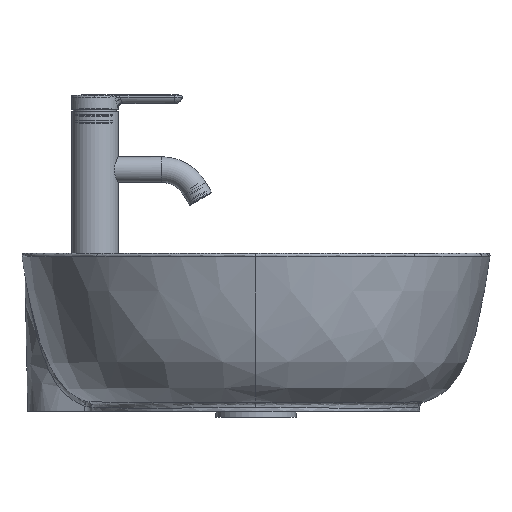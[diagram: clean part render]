
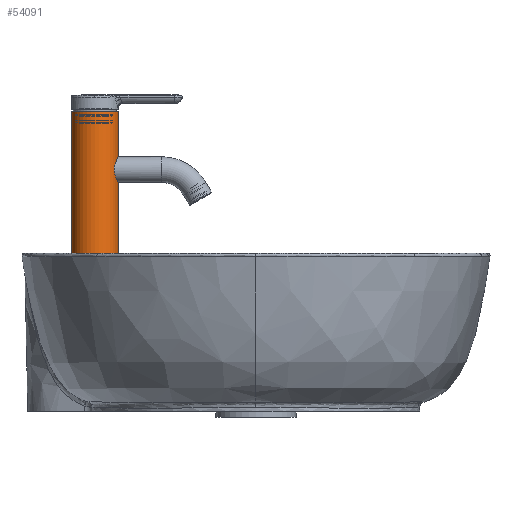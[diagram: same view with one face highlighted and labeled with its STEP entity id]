
A CAD part, front view. The second image highlights one B-rep face of the part: STEP entity #54091.
In plain terms, the highlighted cylindrical face has radius 20 mm (diameter 40 mm), a full revolution.
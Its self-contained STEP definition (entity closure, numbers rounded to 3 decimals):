
#53919=CARTESIAN_POINT('',(20.0,87.,0.0));
#53920=VERTEX_POINT('',#53919);
#53921=CARTESIAN_POINT('',(20.0,93.0,0.0));
#53922=VERTEX_POINT('',#53921);
#53923=CARTESIAN_POINT('',(20.,87.0,0.));
#53924=CARTESIAN_POINT('',(20.,87.0,0.377));
#53925=CARTESIAN_POINT('',(19.988,87.076,0.779));
#53926=CARTESIAN_POINT('',(19.946,87.382,1.518));
#53927=CARTESIAN_POINT('',(19.916,87.613,1.855));
#53928=CARTESIAN_POINT('',(19.859,88.145,2.387));
#53929=CARTESIAN_POINT('',(19.828,88.482,2.618));
#53930=CARTESIAN_POINT('',(19.786,89.221,2.924));
#53931=CARTESIAN_POINT('',(19.774,89.623,3.));
#53932=CARTESIAN_POINT('',(19.774,90.0,3.));
#53933=CARTESIAN_POINT('',(19.774,90.377,3.));
#53934=CARTESIAN_POINT('',(19.786,90.779,2.924));
#53935=CARTESIAN_POINT('',(19.828,91.518,2.618));
#53936=CARTESIAN_POINT('',(19.859,91.855,2.387));
#53937=CARTESIAN_POINT('',(19.916,92.387,1.855));
#53938=CARTESIAN_POINT('',(19.946,92.618,1.518));
#53939=CARTESIAN_POINT('',(19.988,92.924,0.779));
#53940=CARTESIAN_POINT('',(20.,93.0,0.377));
#53941=CARTESIAN_POINT('',(20.,93.0,0.));
#53942=B_SPLINE_CURVE_WITH_KNOTS('',3,(#53923,#53924,#53925,#53926,#53927,#53928,#53929,#53930,#53931,#53932,#53933,#53934,#53935,#53936,#53937,#53938,#53939,#53940,#53941),.UNSPECIFIED.,.F.,.U.,(4,2,2,2,3,2,2,2,4),(-0.453,-0.34,-0.226,-0.113,0.0,0.113,0.226,0.34,0.453),.UNSPECIFIED.);
#53943=EDGE_CURVE('',#53920,#53922,#53942,.T.);
#53945=CARTESIAN_POINT('',(20.,93.0,0.));
#53946=CARTESIAN_POINT('',(20.,93.0,-0.377));
#53947=CARTESIAN_POINT('',(19.988,92.924,-0.779));
#53948=CARTESIAN_POINT('',(19.946,92.618,-1.518));
#53949=CARTESIAN_POINT('',(19.916,92.387,-1.855));
#53950=CARTESIAN_POINT('',(19.859,91.855,-2.387));
#53951=CARTESIAN_POINT('',(19.828,91.518,-2.618));
#53952=CARTESIAN_POINT('',(19.786,90.779,-2.924));
#53953=CARTESIAN_POINT('',(19.774,90.377,-3.));
#53954=CARTESIAN_POINT('',(19.774,89.623,-3.));
#53955=CARTESIAN_POINT('',(19.786,89.221,-2.924));
#53956=CARTESIAN_POINT('',(19.828,88.482,-2.618));
#53957=CARTESIAN_POINT('',(19.859,88.145,-2.387));
#53958=CARTESIAN_POINT('',(19.916,87.613,-1.855));
#53959=CARTESIAN_POINT('',(19.946,87.382,-1.518));
#53960=CARTESIAN_POINT('',(19.988,87.076,-0.779));
#53961=CARTESIAN_POINT('',(20.,87.0,-0.377));
#53962=CARTESIAN_POINT('',(20.,87.0,0.0));
#53963=B_SPLINE_CURVE_WITH_KNOTS('',3,(#53945,#53946,#53947,#53948,#53949,#53950,#53951,#53952,#53953,#53954,#53955,#53956,#53957,#53958,#53959,#53960,#53961,#53962),.UNSPECIFIED.,.F.,.U.,(4,2,2,2,2,2,2,2,4),(0.453,0.566,0.679,0.792,0.906,1.019,1.132,1.245,1.358),.UNSPECIFIED.);
#53964=EDGE_CURVE('',#53922,#53920,#53963,.T.);
#54056=CARTESIAN_POINT('',(20.0,139.8,0.0));
#54057=VERTEX_POINT('',#54056);
#54058=CARTESIAN_POINT('',(0.,139.8,0.0));
#54059=DIRECTION('',(0.0,1.0,0.0));
#54060=DIRECTION('',(-1.0,0.0,0.0));
#54061=AXIS2_PLACEMENT_3D('',#54058,#54059,#54060);
#54062=CIRCLE('',#54061,20.0);
#54063=EDGE_CURVE('',#54057,#54057,#54062,.T.);
#54068=CARTESIAN_POINT('',(0.,147.0,0.0));
#54069=DIRECTION('',(0.0,-1.0,0.0));
#54070=DIRECTION('',(-1.0,0.0,0.0));
#54071=AXIS2_PLACEMENT_3D('',#54068,#54069,#54070);
#54072=CYLINDRICAL_SURFACE('',#54071,20.0);
#54073=ORIENTED_EDGE('',*,*,#54063,.F.);
#54074=EDGE_LOOP('',(#54073));
#54075=FACE_OUTER_BOUND('',#54074,.T.);
#54076=ORIENTED_EDGE('',*,*,#53964,.T.);
#54077=ORIENTED_EDGE('',*,*,#53943,.T.);
#54078=EDGE_LOOP('',(#54076,#54077));
#54079=FACE_BOUND('',#54078,.T.);
#54080=CARTESIAN_POINT('',(20.0,1.5,0.0));
#54081=VERTEX_POINT('',#54080);
#54082=CARTESIAN_POINT('',(0.0,1.5,0.0));
#54083=DIRECTION('',(0.0,-1.0,0.0));
#54084=DIRECTION('',(1.0,0.0,0.0));
#54085=AXIS2_PLACEMENT_3D('',#54082,#54083,#54084);
#54086=CIRCLE('',#54085,20.0);
#54087=EDGE_CURVE('',#54081,#54081,#54086,.T.);
#54088=ORIENTED_EDGE('',*,*,#54087,.F.);
#54089=EDGE_LOOP('',(#54088));
#54090=FACE_BOUND('',#54089,.T.);
#54091=ADVANCED_FACE('',(#54075,#54079,#54090),#54072,.T.);
